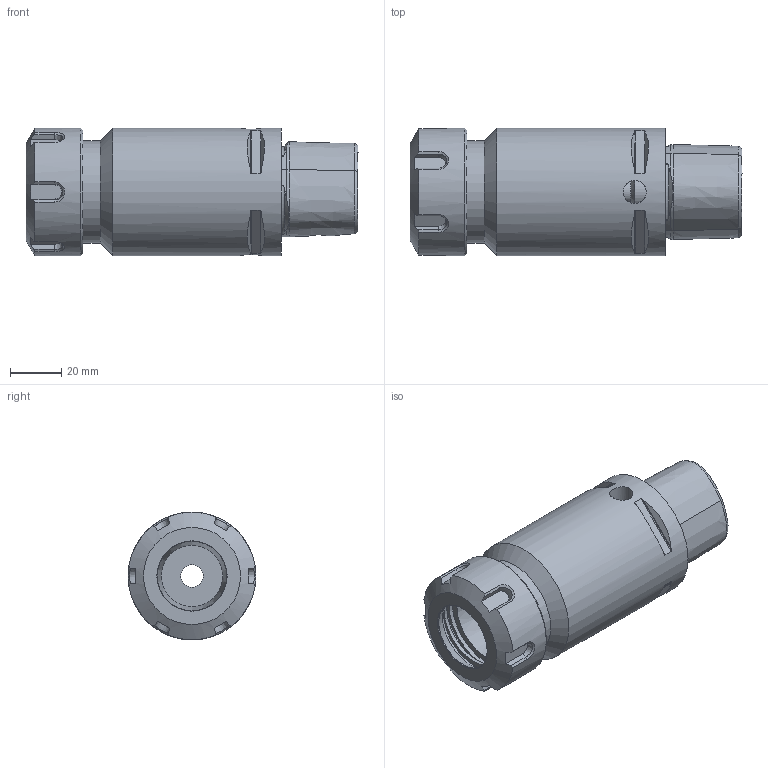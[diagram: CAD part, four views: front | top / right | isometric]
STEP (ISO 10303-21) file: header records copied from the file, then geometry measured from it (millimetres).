
FILE_DESCRIPTION(/* description */ (''),/* implementation_level */ '2;1');
FILE_NAME(/* name */ '05_20_2.stp',/* time_stamp */ '2022-06-01T16:08:17+02:00',/* author */ ('cad'),/* organization */ (''),/* preprocessor_version */ 'ST-DEVELOPER v18.1',/* originating_system */ 'Autodesk Inventor 2021',/* authorisation */ '');
FILE_SCHEMA (('AUTOMOTIVE_DESIGN { 1 0 10303 214 3 1 1 }'));
Length unit declared in the file: inch
Products named in the file (1): 05_20_2_Shrinkwrap_1
Bounding box: 130 x 50 x 50 mm (x, y, z)
Volume: 165729.1 mm3; surface area: 33657.7 mm2
Topology: 1 solids, 1 shells, 159 faces, 426 edges, 282 vertices
Faces by surface type: plane 57, bspline 38, cone 31, cylinder 30, torus 3
Full cylindrical faces by diameter (mm): 5 x1, 6.1 x2, 8.917 x1, 9 x1, 10 x1, 14.376 x1, 16.3 x1, 21 x2, 24 x2, 27.1 x1, 32.75 x1, 38.376 x1, 40 x1, 40.5 x1, 50 x2
Entity records: 6695 total; most frequent: CARTESIAN_POINT 2833, ORIENTED_EDGE 846, DIRECTION 637, EDGE_CURVE 423, VERTEX_POINT 282, AXIS2_PLACEMENT_3D 268, EDGE_LOOP 179, STYLED_ITEM 160
